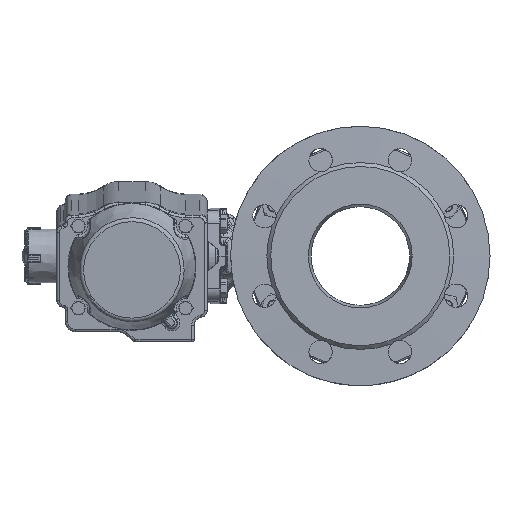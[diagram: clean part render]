
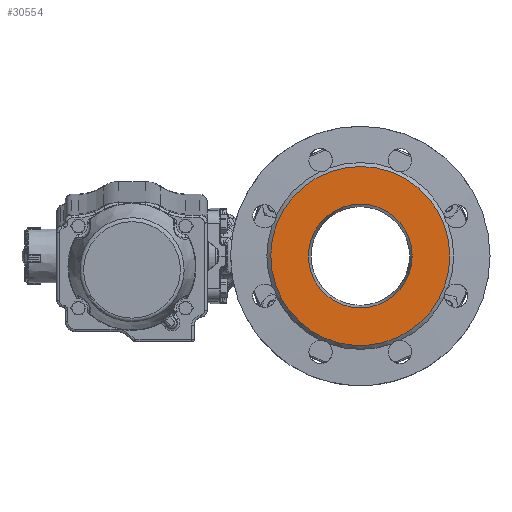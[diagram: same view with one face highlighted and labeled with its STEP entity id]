
A CAD part, left-side view. The second image highlights one B-rep face of the part: STEP entity #30554.
In plain terms, the highlighted planar face has unit normal (-1, 0, 0).
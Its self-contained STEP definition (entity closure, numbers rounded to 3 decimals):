
#1380=PLANE('',#33756);
#14881=ORIENTED_EDGE('',*,*,#16699,.T.);
#14882=ORIENTED_EDGE('',*,*,#16678,.F.);
#16678=EDGE_CURVE('',#20667,#20667,#23220,.T.);
#16699=EDGE_CURVE('',#20688,#20688,#23229,.T.);
#20667=VERTEX_POINT('',#51137);
#20688=VERTEX_POINT('',#51240);
#23220=CIRCLE('',#32115,40.);
#23229=CIRCLE('',#32125,69.);
#26303=EDGE_LOOP('',(#14881));
#26304=EDGE_LOOP('',(#14882));
#28512=FACE_BOUND('',#26303,.T.);
#28513=FACE_BOUND('',#26304,.T.);
#30554=ADVANCED_FACE('',(#28512,#28513),#1380,.F.);
#32115=AXIS2_PLACEMENT_3D('',#51136,#37070,#37071);
#32125=AXIS2_PLACEMENT_3D('',#51239,#37090,#37091);
#33756=AXIS2_PLACEMENT_3D('',#81757,#40957,#40958);
#37070=DIRECTION('',(-1.,0.,0.));
#37071=DIRECTION('',(0.,-1.,0.));
#37090=DIRECTION('',(-1.,0.,0.));
#37091=DIRECTION('',(0.,-1.,0.));
#40957=DIRECTION('',(1.,0.,0.));
#40958=DIRECTION('',(0.,1.,0.));
#51136=CARTESIAN_POINT('',(-95.,0.,0.));
#51137=CARTESIAN_POINT('',(-95.,-40.,0.));
#51239=CARTESIAN_POINT('',(-95.,0.,0.));
#51240=CARTESIAN_POINT('',(-95.,-69.,0.));
#81757=CARTESIAN_POINT('',(-95.,0.,40.));
